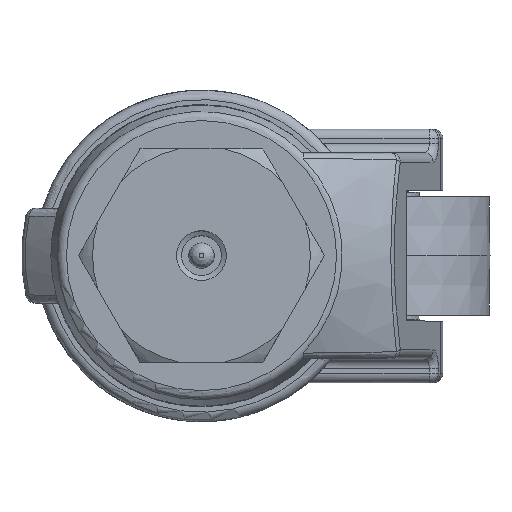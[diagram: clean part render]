
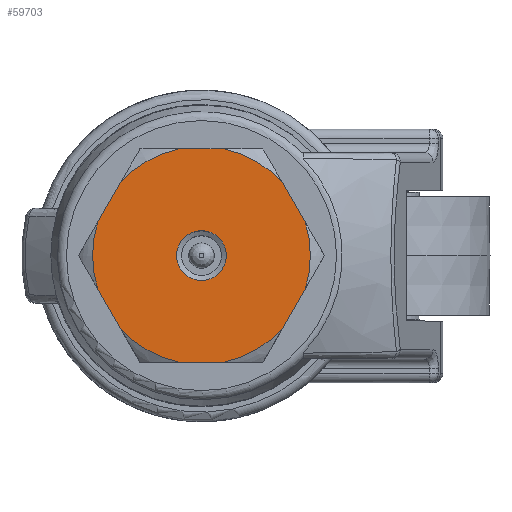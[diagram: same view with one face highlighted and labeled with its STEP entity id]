
A CAD part, top view. The second image highlights one B-rep face of the part: STEP entity #59703.
In plain terms, the highlighted planar face has unit normal (0, 0, 1).
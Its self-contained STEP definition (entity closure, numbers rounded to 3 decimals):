
#59060=CARTESIAN_POINT('',(29.861,-3.916,13.9));
#59061=VERTEX_POINT('',#59060);
#59062=CARTESIAN_POINT('',(29.861,10.323,13.9));
#59063=VERTEX_POINT('',#59062);
#59064=CARTESIAN_POINT('',(7.99,3.203,13.9));
#59065=DIRECTION('',(0.0,0.0,1.0));
#59066=DIRECTION('',(1.0,0.0,0.0));
#59067=AXIS2_PLACEMENT_3D('',#59064,#59065,#59066);
#59068=CIRCLE('',#59067,23.);
#59069=EDGE_CURVE('',#59061,#59063,#59068,.T.);
#59107=CARTESIAN_POINT('',(-13.88,-3.916,13.9));
#59108=VERTEX_POINT('',#59107);
#59124=CARTESIAN_POINT('',(-13.88,10.323,13.9));
#59125=VERTEX_POINT('',#59124);
#59126=CARTESIAN_POINT('',(7.99,3.203,13.9));
#59127=DIRECTION('',(0.0,0.0,1.0));
#59128=DIRECTION('',(1.0,0.0,0.0));
#59129=AXIS2_PLACEMENT_3D('',#59126,#59127,#59128);
#59130=CIRCLE('',#59129,23.);
#59131=EDGE_CURVE('',#59125,#59108,#59130,.T.);
#59290=CARTESIAN_POINT('',(2.74,3.203,13.9));
#59291=VERTEX_POINT('',#59290);
#59292=CARTESIAN_POINT('',(7.99,3.203,13.9));
#59293=DIRECTION('',(0.0,0.0,-1.0));
#59294=DIRECTION('',(1.0,0.0,0.0));
#59295=AXIS2_PLACEMENT_3D('',#59292,#59293,#59294);
#59296=CIRCLE('',#59295,5.25);
#59297=EDGE_CURVE('',#59291,#59291,#59296,.T.);
#59470=CARTESIAN_POINT('',(-9.111,-12.177,13.9));
#59471=VERTEX_POINT('',#59470);
#59485=CARTESIAN_POINT('',(3.22,-19.297,13.9));
#59486=VERTEX_POINT('',#59485);
#59500=CARTESIAN_POINT('',(7.99,3.203,13.9));
#59501=DIRECTION('',(0.0,0.0,1.0));
#59502=DIRECTION('',(1.0,0.0,0.0));
#59503=AXIS2_PLACEMENT_3D('',#59500,#59501,#59502);
#59504=CIRCLE('',#59503,23.);
#59505=EDGE_CURVE('',#59471,#59486,#59504,.T.);
#59517=CARTESIAN_POINT('',(12.76,-19.297,13.9));
#59518=VERTEX_POINT('',#59517);
#59532=CARTESIAN_POINT('',(25.091,-12.177,13.9));
#59533=VERTEX_POINT('',#59532);
#59547=CARTESIAN_POINT('',(7.99,3.203,13.9));
#59548=DIRECTION('',(0.0,0.0,1.0));
#59549=DIRECTION('',(1.0,0.0,0.0));
#59550=AXIS2_PLACEMENT_3D('',#59547,#59548,#59549);
#59551=CIRCLE('',#59550,23.);
#59552=EDGE_CURVE('',#59518,#59533,#59551,.T.);
#59564=CARTESIAN_POINT('',(3.22,25.703,13.9));
#59565=VERTEX_POINT('',#59564);
#59579=CARTESIAN_POINT('',(-9.111,18.584,13.9));
#59580=VERTEX_POINT('',#59579);
#59594=CARTESIAN_POINT('',(7.99,3.203,13.9));
#59595=DIRECTION('',(0.0,0.0,1.0));
#59596=DIRECTION('',(1.0,0.0,0.0));
#59597=AXIS2_PLACEMENT_3D('',#59594,#59595,#59596);
#59598=CIRCLE('',#59597,23.);
#59599=EDGE_CURVE('',#59565,#59580,#59598,.T.);
#59609=CARTESIAN_POINT('',(12.76,25.703,13.9));
#59610=VERTEX_POINT('',#59609);
#59626=CARTESIAN_POINT('',(25.091,18.584,13.9));
#59627=VERTEX_POINT('',#59626);
#59628=CARTESIAN_POINT('',(7.99,3.203,13.9));
#59629=DIRECTION('',(0.0,0.0,1.0));
#59630=DIRECTION('',(1.0,0.0,0.0));
#59631=AXIS2_PLACEMENT_3D('',#59628,#59629,#59630);
#59632=CIRCLE('',#59631,23.0);
#59633=EDGE_CURVE('',#59627,#59610,#59632,.T.);
#59651=CARTESIAN_POINT('',(7.99,3.203,13.9));
#59652=DIRECTION('',(0.0,0.0,1.0));
#59653=DIRECTION('',(1.0,0.0,0.0));
#59654=AXIS2_PLACEMENT_3D('',#59651,#59652,#59653);
#59655=PLANE('',#59654);
#59656=ORIENTED_EDGE('',*,*,#59069,.T.);
#59657=CARTESIAN_POINT('',(25.091,18.584,13.9));
#59658=DIRECTION('',(0.5,-0.866,0.0));
#59659=VECTOR('',#59658,9.539);
#59660=LINE('',#59657,#59659);
#59661=EDGE_CURVE('',#59627,#59063,#59660,.T.);
#59662=ORIENTED_EDGE('',*,*,#59661,.F.);
#59663=ORIENTED_EDGE('',*,*,#59633,.T.);
#59664=CARTESIAN_POINT('',(3.22,25.703,13.9));
#59665=DIRECTION('',(1.0,0.0,0.0));
#59666=VECTOR('',#59665,9.539);
#59667=LINE('',#59664,#59666);
#59668=EDGE_CURVE('',#59565,#59610,#59667,.T.);
#59669=ORIENTED_EDGE('',*,*,#59668,.F.);
#59670=ORIENTED_EDGE('',*,*,#59599,.T.);
#59671=CARTESIAN_POINT('',(-13.88,10.323,13.9));
#59672=DIRECTION('',(0.5,0.866,0.0));
#59673=VECTOR('',#59672,9.539);
#59674=LINE('',#59671,#59673);
#59675=EDGE_CURVE('',#59125,#59580,#59674,.T.);
#59676=ORIENTED_EDGE('',*,*,#59675,.F.);
#59677=ORIENTED_EDGE('',*,*,#59131,.T.);
#59678=CARTESIAN_POINT('',(-9.111,-12.177,13.9));
#59679=DIRECTION('',(-0.5,0.866,0.0));
#59680=VECTOR('',#59679,9.539);
#59681=LINE('',#59678,#59680);
#59682=EDGE_CURVE('',#59471,#59108,#59681,.T.);
#59683=ORIENTED_EDGE('',*,*,#59682,.F.);
#59684=ORIENTED_EDGE('',*,*,#59505,.T.);
#59685=CARTESIAN_POINT('',(12.76,-19.297,13.9));
#59686=DIRECTION('',(-1.0,0.0,0.0));
#59687=VECTOR('',#59686,9.539);
#59688=LINE('',#59685,#59687);
#59689=EDGE_CURVE('',#59518,#59486,#59688,.T.);
#59690=ORIENTED_EDGE('',*,*,#59689,.F.);
#59691=ORIENTED_EDGE('',*,*,#59552,.T.);
#59692=CARTESIAN_POINT('',(29.861,-3.916,13.9));
#59693=DIRECTION('',(-0.5,-0.866,0.0));
#59694=VECTOR('',#59693,9.539);
#59695=LINE('',#59692,#59694);
#59696=EDGE_CURVE('',#59061,#59533,#59695,.T.);
#59697=ORIENTED_EDGE('',*,*,#59696,.F.);
#59698=EDGE_LOOP('',(#59656,#59662,#59663,#59669,#59670,#59676,#59677,#59683,#59684,#59690,#59691,#59697));
#59699=FACE_OUTER_BOUND('',#59698,.T.);
#59700=ORIENTED_EDGE('',*,*,#59297,.T.);
#59701=EDGE_LOOP('',(#59700));
#59702=FACE_BOUND('',#59701,.T.);
#59703=ADVANCED_FACE('',(#59699,#59702),#59655,.T.);
